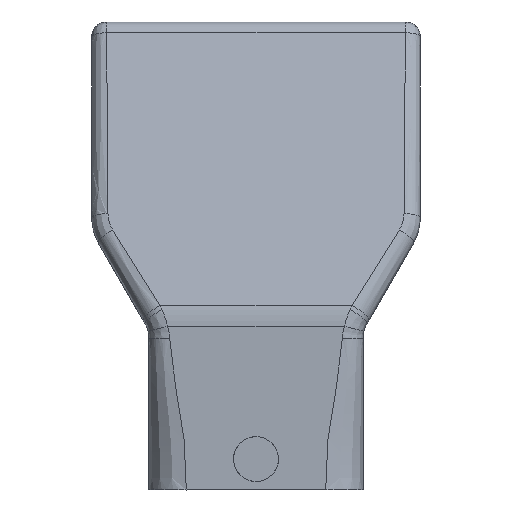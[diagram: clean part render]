
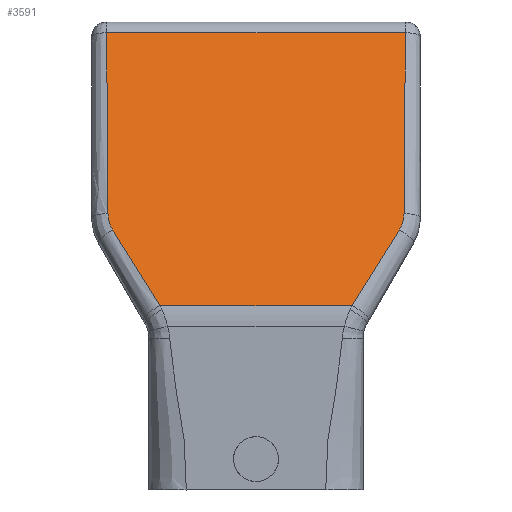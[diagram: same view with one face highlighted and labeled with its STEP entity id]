
A CAD part, front view. The second image highlights one B-rep face of the part: STEP entity #3591.
In plain terms, the highlighted planar face has unit normal (0, -0.961, 0.276).
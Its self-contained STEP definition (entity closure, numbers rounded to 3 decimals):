
#3472=AXIS2_PLACEMENT_3D('Plane Axis2P3D',#3469,#3470,#3471) ;
#2680=CARTESIAN_POINT('Line Origine',(49.515,8.581,37.026)) ;
#2684=CARTESIAN_POINT('Vertex',(52.294,8.581,37.026)) ;
#2686=CARTESIAN_POINT('Vertex',(13.706,8.581,37.026)) ;
#3469=CARTESIAN_POINT('Axis2P3D Location',(33.,8.,35.)) ;
#3475=CARTESIAN_POINT('Control Point',(61.757,12.931,52.198)) ;
#3476=CARTESIAN_POINT('Control Point',(61.572,12.844,51.893)) ;
#3477=CARTESIAN_POINT('Control Point',(61.387,12.757,51.588)) ;
#3478=CARTESIAN_POINT('Control Point',(61.202,12.669,51.284)) ;
#3479=CARTESIAN_POINT('Control Point',(60.839,12.498,50.687)) ;
#3480=CARTESIAN_POINT('Control Point',(60.476,12.327,50.091)) ;
#3481=CARTESIAN_POINT('Control Point',(60.261,12.226,49.738)) ;
#3482=CARTESIAN_POINT('Control Point',(59.523,11.88,48.53)) ;
#3483=CARTESIAN_POINT('Control Point',(58.782,11.533,47.322)) ;
#3484=CARTESIAN_POINT('Control Point',(58.218,11.271,46.406)) ;
#3485=CARTESIAN_POINT('Control Point',(57.463,10.92,45.185)) ;
#3486=CARTESIAN_POINT('Control Point',(56.704,10.571,43.966)) ;
#3487=CARTESIAN_POINT('Control Point',(56.514,10.483,43.661)) ;
#3488=CARTESIAN_POINT('Control Point',(55.564,10.048,42.141)) ;
#3489=CARTESIAN_POINT('Control Point',(54.611,9.614,40.63)) ;
#3490=CARTESIAN_POINT('Control Point',(53.848,9.27,39.431)) ;
#3491=CARTESIAN_POINT('Control Point',(53.074,8.925,38.225)) ;
#3492=CARTESIAN_POINT('Control Point',(52.294,8.581,37.026)) ;
#3493=CARTESIAN_POINT('Vertex',(61.757,12.931,52.198)) ;
#3497=CARTESIAN_POINT('Control Point',(62.736,13.878,55.498)) ;
#3498=CARTESIAN_POINT('Control Point',(62.722,13.7,54.877)) ;
#3499=CARTESIAN_POINT('Control Point',(62.635,13.521,54.253)) ;
#3500=CARTESIAN_POINT('Control Point',(62.473,13.345,53.642)) ;
#3501=CARTESIAN_POINT('Control Point',(62.211,13.158,52.989)) ;
#3502=CARTESIAN_POINT('Control Point',(61.87,12.985,52.385)) ;
#3503=CARTESIAN_POINT('Control Point',(61.833,12.967,52.322)) ;
#3504=CARTESIAN_POINT('Control Point',(61.796,12.949,52.26)) ;
#3505=CARTESIAN_POINT('Control Point',(61.757,12.931,52.198)) ;
#3506=CARTESIAN_POINT('Vertex',(62.736,13.878,55.498)) ;
#3510=CARTESIAN_POINT('Control Point',(62.999,24.295,91.827)) ;
#3511=CARTESIAN_POINT('Control Point',(62.999,24.239,91.632)) ;
#3512=CARTESIAN_POINT('Control Point',(62.999,24.183,91.437)) ;
#3513=CARTESIAN_POINT('Control Point',(62.999,24.147,91.31)) ;
#3514=CARTESIAN_POINT('Control Point',(62.998,23.726,89.842)) ;
#3515=CARTESIAN_POINT('Control Point',(62.997,23.304,88.373)) ;
#3516=CARTESIAN_POINT('Control Point',(62.995,22.934,87.08)) ;
#3517=CARTESIAN_POINT('Control Point',(62.981,20.897,79.977)) ;
#3518=CARTESIAN_POINT('Control Point',(62.942,18.862,72.881)) ;
#3519=CARTESIAN_POINT('Control Point',(62.89,17.208,67.111)) ;
#3520=CARTESIAN_POINT('Control Point',(62.827,15.54,61.296)) ;
#3521=CARTESIAN_POINT('Control Point',(62.736,13.878,55.498)) ;
#3522=CARTESIAN_POINT('Vertex',(62.999,24.295,91.827)) ;
#3525=CARTESIAN_POINT('Line Origine',(33.,24.295,91.827)) ;
#3529=CARTESIAN_POINT('Vertex',(3.001,24.295,91.827)) ;
#3533=CARTESIAN_POINT('Control Point',(3.001,24.295,91.827)) ;
#3534=CARTESIAN_POINT('Control Point',(3.001,24.239,91.632)) ;
#3535=CARTESIAN_POINT('Control Point',(3.001,24.183,91.437)) ;
#3536=CARTESIAN_POINT('Control Point',(3.001,24.147,91.31)) ;
#3537=CARTESIAN_POINT('Control Point',(3.002,23.726,89.842)) ;
#3538=CARTESIAN_POINT('Control Point',(3.003,23.304,88.373)) ;
#3539=CARTESIAN_POINT('Control Point',(3.005,22.934,87.08)) ;
#3540=CARTESIAN_POINT('Control Point',(3.019,20.897,79.977)) ;
#3541=CARTESIAN_POINT('Control Point',(3.058,18.862,72.881)) ;
#3542=CARTESIAN_POINT('Control Point',(3.11,17.208,67.111)) ;
#3543=CARTESIAN_POINT('Control Point',(3.173,15.54,61.296)) ;
#3544=CARTESIAN_POINT('Control Point',(3.264,13.878,55.498)) ;
#3545=CARTESIAN_POINT('Vertex',(3.264,13.878,55.498)) ;
#3549=CARTESIAN_POINT('Control Point',(3.264,13.878,55.498)) ;
#3550=CARTESIAN_POINT('Control Point',(3.278,13.7,54.877)) ;
#3551=CARTESIAN_POINT('Control Point',(3.365,13.521,54.253)) ;
#3552=CARTESIAN_POINT('Control Point',(3.527,13.345,53.642)) ;
#3553=CARTESIAN_POINT('Control Point',(3.789,13.158,52.989)) ;
#3554=CARTESIAN_POINT('Control Point',(4.13,12.985,52.385)) ;
#3555=CARTESIAN_POINT('Control Point',(4.167,12.967,52.322)) ;
#3556=CARTESIAN_POINT('Control Point',(4.204,12.949,52.26)) ;
#3557=CARTESIAN_POINT('Control Point',(4.243,12.931,52.198)) ;
#3558=CARTESIAN_POINT('Vertex',(4.243,12.931,52.198)) ;
#3562=CARTESIAN_POINT('Control Point',(4.243,12.931,52.198)) ;
#3563=CARTESIAN_POINT('Control Point',(4.428,12.844,51.893)) ;
#3564=CARTESIAN_POINT('Control Point',(4.613,12.757,51.588)) ;
#3565=CARTESIAN_POINT('Control Point',(4.798,12.669,51.284)) ;
#3566=CARTESIAN_POINT('Control Point',(5.161,12.498,50.687)) ;
#3567=CARTESIAN_POINT('Control Point',(5.524,12.327,50.091)) ;
#3568=CARTESIAN_POINT('Control Point',(5.739,12.226,49.738)) ;
#3569=CARTESIAN_POINT('Control Point',(6.477,11.88,48.53)) ;
#3570=CARTESIAN_POINT('Control Point',(7.218,11.533,47.322)) ;
#3571=CARTESIAN_POINT('Control Point',(7.782,11.271,46.406)) ;
#3572=CARTESIAN_POINT('Control Point',(8.537,10.92,45.185)) ;
#3573=CARTESIAN_POINT('Control Point',(9.296,10.571,43.966)) ;
#3574=CARTESIAN_POINT('Control Point',(9.486,10.483,43.661)) ;
#3575=CARTESIAN_POINT('Control Point',(10.436,10.048,42.141)) ;
#3576=CARTESIAN_POINT('Control Point',(11.389,9.614,40.63)) ;
#3577=CARTESIAN_POINT('Control Point',(12.152,9.27,39.431)) ;
#3578=CARTESIAN_POINT('Control Point',(12.926,8.925,38.225)) ;
#3579=CARTESIAN_POINT('Control Point',(13.706,8.581,37.026)) ;
#2681=DIRECTION('Vector Direction',(1.,0.,0.)) ;
#3470=DIRECTION('Axis2P3D Direction',(0.,0.961,-0.276)) ;
#3471=DIRECTION('Axis2P3D XDirection',(0.,0.276,0.961)) ;
#3526=DIRECTION('Vector Direction',(1.,0.,0.)) ;
#2682=VECTOR('Line Direction',#2681,1.) ;
#3527=VECTOR('Line Direction',#3526,1.) ;
#3582=ORIENTED_EDGE('',*,*,#3495,.T.) ;
#3583=ORIENTED_EDGE('',*,*,#3508,.T.) ;
#3584=ORIENTED_EDGE('',*,*,#3524,.T.) ;
#3585=ORIENTED_EDGE('',*,*,#3531,.F.) ;
#3586=ORIENTED_EDGE('',*,*,#3547,.F.) ;
#3587=ORIENTED_EDGE('',*,*,#3560,.F.) ;
#3588=ORIENTED_EDGE('',*,*,#3580,.F.) ;
#3589=ORIENTED_EDGE('',*,*,#2688,.F.) ;
#3591=ADVANCED_FACE('Hood',(#3590),#3473,.F.) ;
#3474=B_SPLINE_CURVE_WITH_KNOTS('',5,(#3475,#3476,#3477,#3478,#3479,#3480,#3481,#3482,#3483,#3484,#3485,#3486,#3487,#3488,#3489,#3490,#3491,#3492),.UNSPECIFIED.,.F.,.U.,(6,3,3,3,3,6),(0.,2.599,5.095,12.913,15.521,25.924),.UNSPECIFIED.) ;
#3496=B_SPLINE_CURVE_WITH_KNOTS('',5,(#3497,#3498,#3499,#3500,#3501,#3502,#3503,#3504,#3505),.UNSPECIFIED.,.F.,.U.,(6,3,6),(0.,4.572,5.108),.UNSPECIFIED.) ;
#3509=B_SPLINE_CURVE_WITH_KNOTS('',5,(#3510,#3511,#3512,#3513,#3514,#3515,#3516,#3517,#3518,#3519,#3520,#3521),.UNSPECIFIED.,.F.,.U.,(6,3,3,6),(0.,1.441,10.784,53.582),.UNSPECIFIED.) ;
#3532=B_SPLINE_CURVE_WITH_KNOTS('',5,(#3533,#3534,#3535,#3536,#3537,#3538,#3539,#3540,#3541,#3542,#3543,#3544),.UNSPECIFIED.,.F.,.U.,(6,3,3,6),(0.,1.441,10.784,53.582),.UNSPECIFIED.) ;
#3548=B_SPLINE_CURVE_WITH_KNOTS('',5,(#3549,#3550,#3551,#3552,#3553,#3554,#3555,#3556,#3557),.UNSPECIFIED.,.F.,.U.,(6,3,6),(0.,4.572,5.108),.UNSPECIFIED.) ;
#3561=B_SPLINE_CURVE_WITH_KNOTS('',5,(#3562,#3563,#3564,#3565,#3566,#3567,#3568,#3569,#3570,#3571,#3572,#3573,#3574,#3575,#3576,#3577,#3578,#3579),.UNSPECIFIED.,.F.,.U.,(6,3,3,3,3,6),(0.,2.599,5.095,12.913,15.521,25.924),.UNSPECIFIED.) ;
#2688=EDGE_CURVE('',#2685,#2687,#2683,.F.) ;
#3495=EDGE_CURVE('',#2685,#3494,#3474,.F.) ;
#3508=EDGE_CURVE('',#3494,#3507,#3496,.F.) ;
#3524=EDGE_CURVE('',#3507,#3523,#3509,.F.) ;
#3531=EDGE_CURVE('',#3530,#3523,#3528,.T.) ;
#3547=EDGE_CURVE('',#3546,#3530,#3532,.F.) ;
#3560=EDGE_CURVE('',#3559,#3546,#3548,.F.) ;
#3580=EDGE_CURVE('',#2687,#3559,#3561,.F.) ;
#3581=EDGE_LOOP('',(#3582,#3583,#3584,#3585,#3586,#3587,#3588,#3589)) ;
#3590=FACE_OUTER_BOUND('',#3581,.T.) ;
#2683=LINE('Line',#2680,#2682) ;
#3528=LINE('Line',#3525,#3527) ;
#3473=PLANE('',#3472) ;
#2685=VERTEX_POINT('',#2684) ;
#2687=VERTEX_POINT('',#2686) ;
#3494=VERTEX_POINT('',#3493) ;
#3507=VERTEX_POINT('',#3506) ;
#3523=VERTEX_POINT('',#3522) ;
#3530=VERTEX_POINT('',#3529) ;
#3546=VERTEX_POINT('',#3545) ;
#3559=VERTEX_POINT('',#3558) ;
